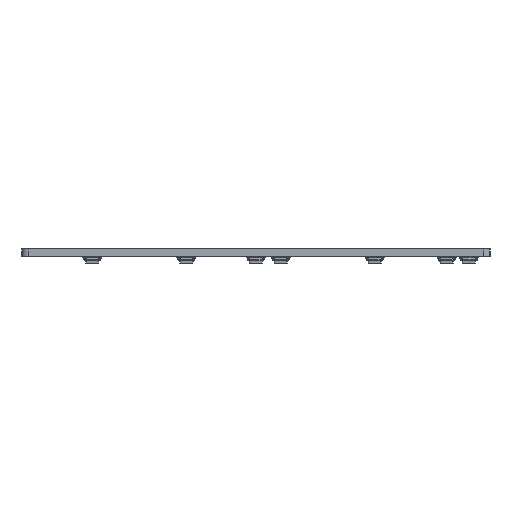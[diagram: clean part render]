
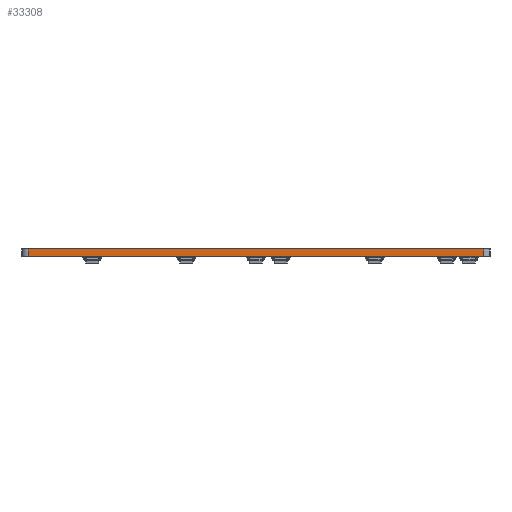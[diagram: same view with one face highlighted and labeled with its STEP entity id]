
A CAD part, left-side view. The second image highlights one B-rep face of the part: STEP entity #33308.
In plain terms, the highlighted planar face has unit normal (-1, 0, 0).
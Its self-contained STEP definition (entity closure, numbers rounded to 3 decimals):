
#4630 = PLANE('',#4631);
#4631 = AXIS2_PLACEMENT_3D('',#4632,#4633,#4634);
#4632 = CARTESIAN_POINT('',(154.635,-100.847,1.6));
#4633 = DIRECTION('',(0.,0.,1.));
#4634 = DIRECTION('',(1.,0.,-0.));
#4684 = PLANE('',#4685);
#4685 = AXIS2_PLACEMENT_3D('',#4686,#4687,#4688);
#4686 = CARTESIAN_POINT('',(154.635,-100.847,0.));
#4687 = DIRECTION('',(0.,0.,1.));
#4688 = DIRECTION('',(1.,0.,-0.));
#5340 = VERTEX_POINT('',#5341);
#5341 = CARTESIAN_POINT('',(-20.1,-55.034,0.));
#5356 = CYLINDRICAL_SURFACE('',#5357,1.25);
#5357 = AXIS2_PLACEMENT_3D('',#5358,#5359,#5360);
#5358 = CARTESIAN_POINT('',(-18.85,-55.034,0.));
#5359 = DIRECTION('',(-0.,-0.,-1.));
#5360 = DIRECTION('',(1.,0.,-0.));
#5368 = EDGE_CURVE('',#5340,#5369,#5371,.T.);
#5369 = VERTEX_POINT('',#5370);
#5370 = CARTESIAN_POINT('',(-20.1,-147.234,0.));
#5371 = SURFACE_CURVE('',#5372,(#5376,#5383),.PCURVE_S1.);
#5372 = LINE('',#5373,#5374);
#5373 = CARTESIAN_POINT('',(-20.1,-55.034,0.));
#5374 = VECTOR('',#5375,1.);
#5375 = DIRECTION('',(0.,-1.,0.));
#5376 = PCURVE('',#4684,#5377);
#5377 = DEFINITIONAL_REPRESENTATION('',(#5378),#5382);
#5378 = LINE('',#5379,#5380);
#5379 = CARTESIAN_POINT('',(-174.735,45.813));
#5380 = VECTOR('',#5381,1.);
#5381 = DIRECTION('',(0.,-1.));
#5382 = ( GEOMETRIC_REPRESENTATION_CONTEXT(2) 
PARAMETRIC_REPRESENTATION_CONTEXT() REPRESENTATION_CONTEXT('2D SPACE',''
  ) );
#5383 = PCURVE('',#5384,#5389);
#5384 = PLANE('',#5385);
#5385 = AXIS2_PLACEMENT_3D('',#5386,#5387,#5388);
#5386 = CARTESIAN_POINT('',(-20.1,-55.034,0.));
#5387 = DIRECTION('',(1.,0.,-0.));
#5388 = DIRECTION('',(0.,-1.,0.));
#5389 = DEFINITIONAL_REPRESENTATION('',(#5390),#5394);
#5390 = LINE('',#5391,#5392);
#5391 = CARTESIAN_POINT('',(0.,0.));
#5392 = VECTOR('',#5393,1.);
#5393 = DIRECTION('',(1.,0.));
#5394 = ( GEOMETRIC_REPRESENTATION_CONTEXT(2) 
PARAMETRIC_REPRESENTATION_CONTEXT() REPRESENTATION_CONTEXT('2D SPACE',''
  ) );
#5413 = CYLINDRICAL_SURFACE('',#5414,1.25);
#5414 = AXIS2_PLACEMENT_3D('',#5415,#5416,#5417);
#5415 = CARTESIAN_POINT('',(-18.85,-147.234,0.));
#5416 = DIRECTION('',(-0.,-0.,-1.));
#5417 = DIRECTION('',(1.,0.,-0.));
#19847 = VERTEX_POINT('',#19848);
#19848 = CARTESIAN_POINT('',(-20.1,-55.034,1.6));
#19870 = EDGE_CURVE('',#19847,#19871,#19873,.T.);
#19871 = VERTEX_POINT('',#19872);
#19872 = CARTESIAN_POINT('',(-20.1,-147.234,1.6));
#19873 = SURFACE_CURVE('',#19874,(#19878,#19885),.PCURVE_S1.);
#19874 = LINE('',#19875,#19876);
#19875 = CARTESIAN_POINT('',(-20.1,-55.034,1.6));
#19876 = VECTOR('',#19877,1.);
#19877 = DIRECTION('',(0.,-1.,0.));
#19878 = PCURVE('',#4630,#19879);
#19879 = DEFINITIONAL_REPRESENTATION('',(#19880),#19884);
#19880 = LINE('',#19881,#19882);
#19881 = CARTESIAN_POINT('',(-174.735,45.813));
#19882 = VECTOR('',#19883,1.);
#19883 = DIRECTION('',(0.,-1.));
#19884 = ( GEOMETRIC_REPRESENTATION_CONTEXT(2) 
PARAMETRIC_REPRESENTATION_CONTEXT() REPRESENTATION_CONTEXT('2D SPACE',''
  ) );
#19885 = PCURVE('',#5384,#19886);
#19886 = DEFINITIONAL_REPRESENTATION('',(#19887),#19891);
#19887 = LINE('',#19888,#19889);
#19888 = CARTESIAN_POINT('',(0.,-1.6));
#19889 = VECTOR('',#19890,1.);
#19890 = DIRECTION('',(1.,0.));
#19891 = ( GEOMETRIC_REPRESENTATION_CONTEXT(2) 
PARAMETRIC_REPRESENTATION_CONTEXT() REPRESENTATION_CONTEXT('2D SPACE',''
  ) );
#33285 = EDGE_CURVE('',#5369,#19871,#33286,.T.);
#33286 = SURFACE_CURVE('',#33287,(#33291,#33298),.PCURVE_S1.);
#33287 = LINE('',#33288,#33289);
#33288 = CARTESIAN_POINT('',(-20.1,-147.234,0.));
#33289 = VECTOR('',#33290,1.);
#33290 = DIRECTION('',(0.,0.,1.));
#33291 = PCURVE('',#5413,#33292);
#33292 = DEFINITIONAL_REPRESENTATION('',(#33293),#33297);
#33293 = LINE('',#33294,#33295);
#33294 = CARTESIAN_POINT('',(-3.142,0.));
#33295 = VECTOR('',#33296,1.);
#33296 = DIRECTION('',(-0.,-1.));
#33297 = ( GEOMETRIC_REPRESENTATION_CONTEXT(2) 
PARAMETRIC_REPRESENTATION_CONTEXT() REPRESENTATION_CONTEXT('2D SPACE',''
  ) );
#33298 = PCURVE('',#5384,#33299);
#33299 = DEFINITIONAL_REPRESENTATION('',(#33300),#33304);
#33300 = LINE('',#33301,#33302);
#33301 = CARTESIAN_POINT('',(92.2,0.));
#33302 = VECTOR('',#33303,1.);
#33303 = DIRECTION('',(0.,-1.));
#33304 = ( GEOMETRIC_REPRESENTATION_CONTEXT(2) 
PARAMETRIC_REPRESENTATION_CONTEXT() REPRESENTATION_CONTEXT('2D SPACE',''
  ) );
#33308 = ADVANCED_FACE('',(#33309),#5384,.F.);
#33309 = FACE_BOUND('',#33310,.F.);
#33310 = EDGE_LOOP('',(#33311,#33332,#33333,#33334));
#33311 = ORIENTED_EDGE('',*,*,#33312,.T.);
#33312 = EDGE_CURVE('',#5340,#19847,#33313,.T.);
#33313 = SURFACE_CURVE('',#33314,(#33318,#33325),.PCURVE_S1.);
#33314 = LINE('',#33315,#33316);
#33315 = CARTESIAN_POINT('',(-20.1,-55.034,0.));
#33316 = VECTOR('',#33317,1.);
#33317 = DIRECTION('',(0.,0.,1.));
#33318 = PCURVE('',#5384,#33319);
#33319 = DEFINITIONAL_REPRESENTATION('',(#33320),#33324);
#33320 = LINE('',#33321,#33322);
#33321 = CARTESIAN_POINT('',(0.,0.));
#33322 = VECTOR('',#33323,1.);
#33323 = DIRECTION('',(0.,-1.));
#33324 = ( GEOMETRIC_REPRESENTATION_CONTEXT(2) 
PARAMETRIC_REPRESENTATION_CONTEXT() REPRESENTATION_CONTEXT('2D SPACE',''
  ) );
#33325 = PCURVE('',#5356,#33326);
#33326 = DEFINITIONAL_REPRESENTATION('',(#33327),#33331);
#33327 = LINE('',#33328,#33329);
#33328 = CARTESIAN_POINT('',(-3.142,0.));
#33329 = VECTOR('',#33330,1.);
#33330 = DIRECTION('',(-0.,-1.));
#33331 = ( GEOMETRIC_REPRESENTATION_CONTEXT(2) 
PARAMETRIC_REPRESENTATION_CONTEXT() REPRESENTATION_CONTEXT('2D SPACE',''
  ) );
#33332 = ORIENTED_EDGE('',*,*,#19870,.T.);
#33333 = ORIENTED_EDGE('',*,*,#33285,.F.);
#33334 = ORIENTED_EDGE('',*,*,#5368,.F.);
